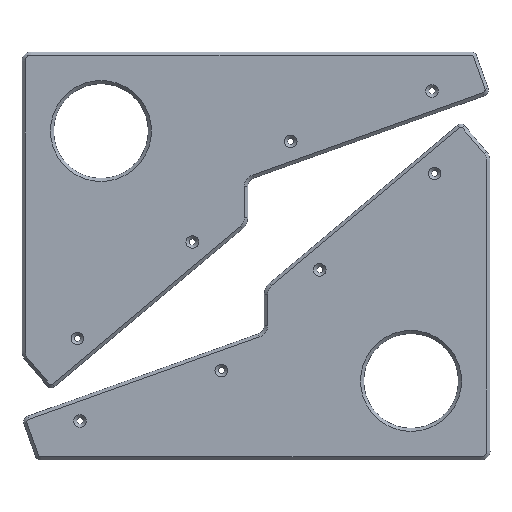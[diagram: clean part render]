
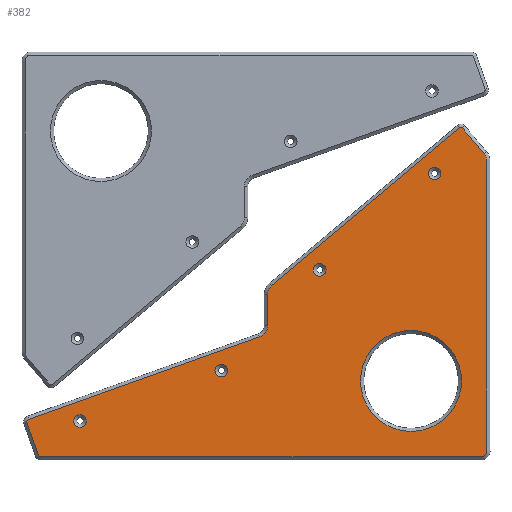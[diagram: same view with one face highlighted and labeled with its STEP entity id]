
A CAD part, top view. The second image highlights one B-rep face of the part: STEP entity #382.
In plain terms, the highlighted planar face has unit normal (0, 0, 1).
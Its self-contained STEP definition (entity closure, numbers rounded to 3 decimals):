
#117 = VERTEX_POINT('',#118);
#118 = CARTESIAN_POINT('',(2664.346,1.249,10.));
#126 = VERTEX_POINT('',#127);
#127 = CARTESIAN_POINT('',(2518.392,-50.874,10.));
#133 = EDGE_CURVE('',#117,#126,#134,.T.);
#134 = LINE('',#135,#136);
#135 = CARTESIAN_POINT('',(2664.346,1.249,10.));
#136 = VECTOR('',#137,1.);
#137 = DIRECTION('',(-0.942,-0.336,0.));
#338 = VERTEX_POINT('',#339);
#339 = CARTESIAN_POINT('',(2669.474,8.525,
    10.));
#347 = EDGE_CURVE('',#338,#117,#348,.T.);
#348 = CIRCLE('',#349,7.726);
#349 = AXIS2_PLACEMENT_3D('',#350,#351,#352);
#350 = CARTESIAN_POINT('',(2661.747,8.525,10.));
#351 = DIRECTION('',(0.,0.,-1.));
#352 = DIRECTION('',(1.,0.,0.));
#382 = ADVANCED_FACE('',(#383,#487,#498,#509,#520,#531),#542,.T.);
#383 = FACE_BOUND('',#384,.T.);
#384 = EDGE_LOOP('',(#385,#386,#395,#403,#412,#420,#429,#437,#446,#454,
    #463,#471,#480,#486));
#385 = ORIENTED_EDGE('',*,*,#133,.T.);
#386 = ORIENTED_EDGE('',*,*,#387,.T.);
#387 = EDGE_CURVE('',#126,#388,#390,.T.);
#388 = VERTEX_POINT('',#389);
#389 = CARTESIAN_POINT('',(2517.192,-53.409,10.));
#390 = CIRCLE('',#391,1.983);
#391 = AXIS2_PLACEMENT_3D('',#392,#393,#394);
#392 = CARTESIAN_POINT('',(2519.059,-52.742,10.));
#393 = DIRECTION('',(0.,0.,1.));
#394 = DIRECTION('',(-0.336,0.942,0.));
#395 = ORIENTED_EDGE('',*,*,#396,.T.);
#396 = EDGE_CURVE('',#388,#397,#399,.T.);
#397 = VERTEX_POINT('',#398);
#398 = CARTESIAN_POINT('',(2524.48,-73.818,10.));
#399 = LINE('',#400,#401);
#400 = CARTESIAN_POINT('',(2517.192,-53.409,10.));
#401 = VECTOR('',#402,1.);
#402 = DIRECTION('',(0.336,-0.942,0.));
#403 = ORIENTED_EDGE('',*,*,#404,.T.);
#404 = EDGE_CURVE('',#397,#405,#407,.T.);
#405 = VERTEX_POINT('',#406);
#406 = CARTESIAN_POINT('',(2525.731,-74.699,10.));
#407 = CIRCLE('',#408,1.329);
#408 = AXIS2_PLACEMENT_3D('',#409,#410,#411);
#409 = CARTESIAN_POINT('',(2525.731,-73.371,10.));
#410 = DIRECTION('',(0.,0.,1.));
#411 = DIRECTION('',(-0.942,-0.336,0.));
#412 = ORIENTED_EDGE('',*,*,#413,.T.);
#413 = EDGE_CURVE('',#405,#414,#416,.T.);
#414 = VERTEX_POINT('',#415);
#415 = CARTESIAN_POINT('',(2804.827,-74.699,10.));
#416 = LINE('',#417,#418);
#417 = CARTESIAN_POINT('',(2525.731,-74.699,10.));
#418 = VECTOR('',#419,1.);
#419 = DIRECTION('',(1.,0.,0.));
#420 = ORIENTED_EDGE('',*,*,#421,.T.);
#421 = EDGE_CURVE('',#414,#422,#424,.T.);
#422 = VERTEX_POINT('',#423);
#423 = CARTESIAN_POINT('',(2808.337,-71.188,10.));
#424 = CIRCLE('',#425,3.51);
#425 = AXIS2_PLACEMENT_3D('',#426,#427,#428);
#426 = CARTESIAN_POINT('',(2804.827,-71.188,10.));
#427 = DIRECTION('',(-0.,0.,1.));
#428 = DIRECTION('',(0.,-1.,0.));
#429 = ORIENTED_EDGE('',*,*,#430,.T.);
#430 = EDGE_CURVE('',#422,#431,#433,.T.);
#431 = VERTEX_POINT('',#432);
#432 = CARTESIAN_POINT('',(2808.337,112.412,10.));
#433 = LINE('',#434,#435);
#434 = CARTESIAN_POINT('',(2808.337,-71.188,10.));
#435 = VECTOR('',#436,1.);
#436 = DIRECTION('',(0.,1.,0.));
#437 = ORIENTED_EDGE('',*,*,#438,.T.);
#438 = EDGE_CURVE('',#431,#439,#441,.T.);
#439 = VERTEX_POINT('',#440);
#440 = CARTESIAN_POINT('',(2806.618,117.135,10.));
#441 = CIRCLE('',#442,7.348);
#442 = AXIS2_PLACEMENT_3D('',#443,#444,#445);
#443 = CARTESIAN_POINT('',(2800.989,112.412,10.));
#444 = DIRECTION('',(0.,-0.,1.));
#445 = DIRECTION('',(1.,0.,0.));
#446 = ORIENTED_EDGE('',*,*,#447,.T.);
#447 = EDGE_CURVE('',#439,#448,#450,.T.);
#448 = VERTEX_POINT('',#449);
#449 = CARTESIAN_POINT('',(2792.822,133.577,10.));
#450 = LINE('',#451,#452);
#451 = CARTESIAN_POINT('',(2806.618,117.135,10.));
#452 = VECTOR('',#453,1.);
#453 = DIRECTION('',(-0.643,0.766,0.));
#454 = ORIENTED_EDGE('',*,*,#455,.T.);
#455 = EDGE_CURVE('',#448,#456,#458,.T.);
#456 = VERTEX_POINT('',#457);
#457 = CARTESIAN_POINT('',(2791.223,133.717,10.));
#458 = CIRCLE('',#459,1.135);
#459 = AXIS2_PLACEMENT_3D('',#460,#461,#462);
#460 = CARTESIAN_POINT('',(2791.953,132.848,10.));
#461 = DIRECTION('',(0.,-0.,1.));
#462 = DIRECTION('',(0.766,0.643,0.));
#463 = ORIENTED_EDGE('',*,*,#464,.T.);
#464 = EDGE_CURVE('',#456,#465,#467,.T.);
#465 = VERTEX_POINT('',#466);
#466 = CARTESIAN_POINT('',(2671.935,33.622,
    10.));
#467 = LINE('',#468,#469);
#468 = CARTESIAN_POINT('',(2791.223,133.717,10.));
#469 = VECTOR('',#470,1.);
#470 = DIRECTION('',(-0.766,-0.643,-0.));
#471 = ORIENTED_EDGE('',*,*,#472,.T.);
#472 = EDGE_CURVE('',#465,#473,#475,.T.);
#473 = VERTEX_POINT('',#474);
#474 = CARTESIAN_POINT('',(2669.474,28.344,10.));
#475 = CIRCLE('',#476,6.89);
#476 = AXIS2_PLACEMENT_3D('',#477,#478,#479);
#477 = CARTESIAN_POINT('',(2676.364,28.344,10.));
#478 = DIRECTION('',(0.,0.,1.));
#479 = DIRECTION('',(-0.643,0.766,0.));
#480 = ORIENTED_EDGE('',*,*,#481,.T.);
#481 = EDGE_CURVE('',#473,#338,#482,.T.);
#482 = LINE('',#483,#484);
#483 = CARTESIAN_POINT('',(2669.474,28.344,10.));
#484 = VECTOR('',#485,1.);
#485 = DIRECTION('',(0.,-1.,0.));
#486 = ORIENTED_EDGE('',*,*,#347,.T.);
#487 = FACE_BOUND('',#488,.T.);
#488 = EDGE_LOOP('',(#489));
#489 = ORIENTED_EDGE('',*,*,#490,.F.);
#490 = EDGE_CURVE('',#491,#491,#493,.T.);
#491 = VERTEX_POINT('',#492);
#492 = CARTESIAN_POINT('',(2792.337,-26.699,10.));
#493 = CIRCLE('',#494,32.);
#494 = AXIS2_PLACEMENT_3D('',#495,#496,#497);
#495 = CARTESIAN_POINT('',(2760.337,-26.699,10.));
#496 = DIRECTION('',(0.,-0.,1.));
#497 = DIRECTION('',(1.,0.,0.));
#498 = FACE_BOUND('',#499,.T.);
#499 = EDGE_LOOP('',(#500));
#500 = ORIENTED_EDGE('',*,*,#501,.F.);
#501 = EDGE_CURVE('',#502,#502,#504,.T.);
#502 = VERTEX_POINT('',#503);
#503 = CARTESIAN_POINT('',(2779.292,104.684,10.));
#504 = CIRCLE('',#505,4.);
#505 = AXIS2_PLACEMENT_3D('',#506,#507,#508);
#506 = CARTESIAN_POINT('',(2775.292,104.684,10.));
#507 = DIRECTION('',(0.,0.,1.));
#508 = DIRECTION('',(1.,0.,0.));
#509 = FACE_BOUND('',#510,.T.);
#510 = EDGE_LOOP('',(#511));
#511 = ORIENTED_EDGE('',*,*,#512,.F.);
#512 = EDGE_CURVE('',#513,#513,#515,.T.);
#513 = VERTEX_POINT('',#514);
#514 = CARTESIAN_POINT('',(2644.163,-20.13,10.));
#515 = CIRCLE('',#516,4.);
#516 = AXIS2_PLACEMENT_3D('',#517,#518,#519);
#517 = CARTESIAN_POINT('',(2640.163,-20.13,10.));
#518 = DIRECTION('',(0.,0.,1.));
#519 = DIRECTION('',(1.,0.,0.));
#520 = FACE_BOUND('',#521,.T.);
#521 = EDGE_LOOP('',(#522));
#522 = ORIENTED_EDGE('',*,*,#523,.F.);
#523 = EDGE_CURVE('',#524,#524,#526,.T.);
#524 = VERTEX_POINT('',#525);
#525 = CARTESIAN_POINT('',(2706.518,43.619,10.));
#526 = CIRCLE('',#527,4.);
#527 = AXIS2_PLACEMENT_3D('',#528,#529,#530);
#528 = CARTESIAN_POINT('',(2702.518,43.619,10.));
#529 = DIRECTION('',(0.,0.,1.));
#530 = DIRECTION('',(1.,0.,0.));
#531 = FACE_BOUND('',#532,.T.);
#532 = EDGE_LOOP('',(#533));
#533 = ORIENTED_EDGE('',*,*,#534,.F.);
#534 = EDGE_CURVE('',#535,#535,#537,.T.);
#535 = VERTEX_POINT('',#536);
#536 = CARTESIAN_POINT('',(2554.697,-52.08,10.));
#537 = CIRCLE('',#538,4.);
#538 = AXIS2_PLACEMENT_3D('',#539,#540,#541);
#539 = CARTESIAN_POINT('',(2550.697,-52.08,10.));
#540 = DIRECTION('',(0.,0.,1.));
#541 = DIRECTION('',(1.,0.,0.));
#542 = PLANE('',#543);
#543 = AXIS2_PLACEMENT_3D('',#544,#545,#546);
#544 = CARTESIAN_POINT('',(2703.473,-8.487,10.));
#545 = DIRECTION('',(0.,0.,1.));
#546 = DIRECTION('',(1.,0.,0.));
